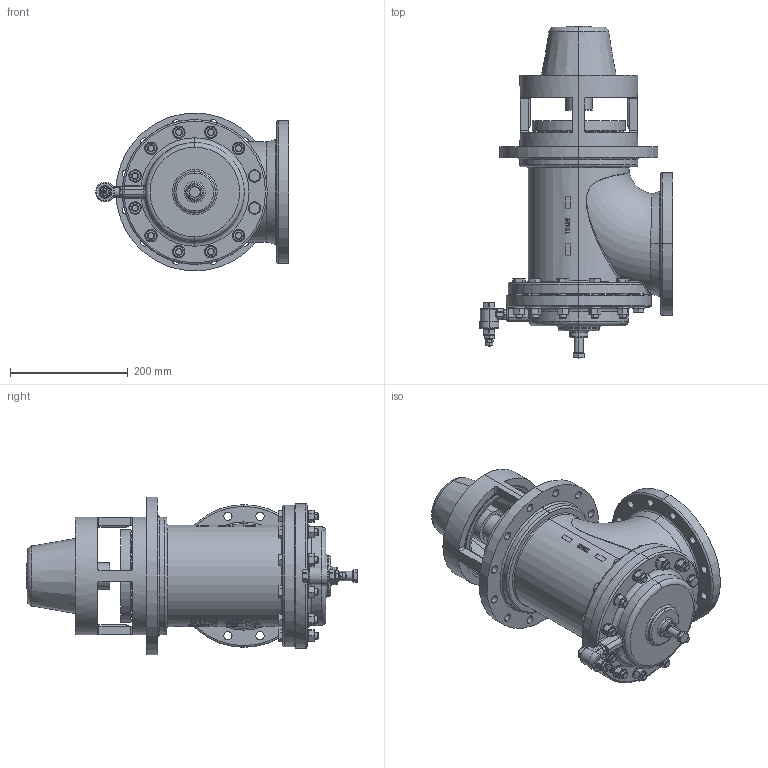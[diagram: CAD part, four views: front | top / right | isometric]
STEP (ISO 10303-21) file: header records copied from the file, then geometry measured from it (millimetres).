
FILE_DESCRIPTION (( 'STEP AP214' ), '1' );
FILE_NAME ('BO150-E_22404.STEP', '2012-09-27T06:37:24', ( 'Admin2' ), ( '' ), 'SwSTEP 2.0', 'SolidWorks 2010', '' );
FILE_SCHEMA (( 'AUTOMOTIVE_DESIGN' ));
Length unit declared in the file: millimetre
Products named in the file (1): BO150-E_22404
Bounding box: 327.5 x 563.29 x 268 mm (x, y, z)
Surface area: 857478.4 mm2 (no closed solid volume)
Topology: 0 solids, 76 shells, 1094 faces, 3599 edges, 2424 vertices
Faces by surface type: plane 381, cylinder 311, cone 201, bspline 123, torus 68, sphere 10
Entity records: 67680 total; most frequent: CARTESIAN_POINT 28025, ORIENTED_EDGE 5662, DIRECTION 5044, EDGE_CURVE 3585, VERTEX_POINT 2424, AXIS2_PLACEMENT_3D 2000, EDGE_LOOP 1262, UNCERTAINTY_MEASURE_WITH_UNIT 1096
